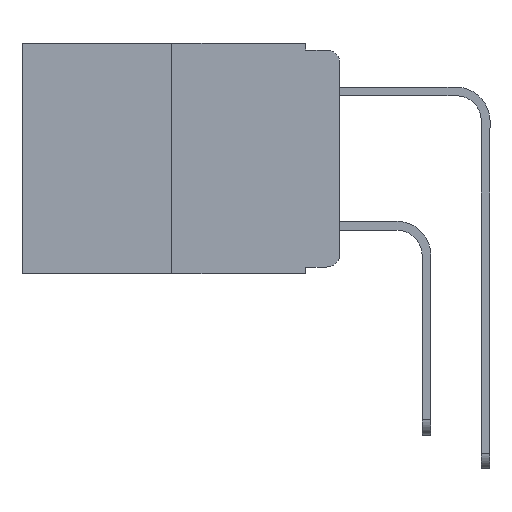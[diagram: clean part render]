
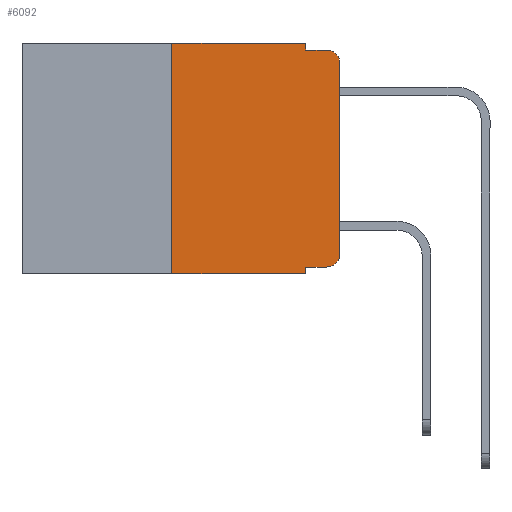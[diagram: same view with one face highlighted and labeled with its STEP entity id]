
A CAD part, left-side view. The second image highlights one B-rep face of the part: STEP entity #6092.
In plain terms, the highlighted planar face has unit normal (-1, 0, 0).
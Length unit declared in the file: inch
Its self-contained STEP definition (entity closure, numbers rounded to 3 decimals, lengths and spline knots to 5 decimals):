
#97 = VERTEX_POINT ( 'NONE', #6384 ) ;
#215 = VECTOR ( 'NONE', #4500, 39.37008 ) ;
#257 = VERTEX_POINT ( 'NONE', #9660 ) ;
#360 = VECTOR ( 'NONE', #11579, 39.37008 ) ;
#414 = CARTESIAN_POINT ( 'NONE',  ( 0., 0.02, -0.313 ) ) ;
#507 = DIRECTION ( 'NONE',  ( 0., -1., 0. ) ) ;
#717 = EDGE_CURVE ( 'NONE', #3264, #9328, #10216, .T. ) ;
#872 = ORIENTED_EDGE ( 'NONE', *, *, #2745, .T. ) ;
#977 = PLANE ( 'NONE',  #8148 ) ;
#1113 = ORIENTED_EDGE ( 'NONE', *, *, #3526, .T. ) ;
#1453 = AXIS2_PLACEMENT_3D ( 'NONE', #11395, #4705, #12447 ) ;
#2094 = DIRECTION ( 'NONE',  ( 1., 0., 0. ) ) ;
#2378 = CARTESIAN_POINT ( 'NONE',  ( 0., 0., -0.03 ) ) ;
#2497 = ORIENTED_EDGE ( 'NONE', *, *, #6660, .F. ) ;
#2569 = CARTESIAN_POINT ( 'NONE',  ( 0., 0.051, 0. ) ) ;
#2585 = CARTESIAN_POINT ( 'NONE',  ( 0., 0., 0. ) ) ;
#2745 = EDGE_CURVE ( 'NONE', #8999, #7271, #9417, .T. ) ;
#2827 = CARTESIAN_POINT ( 'NONE',  ( 0., 0.25, 0. ) ) ;
#2917 = DIRECTION ( 'NONE',  ( 0., -1., 0. ) ) ;
#3264 = VERTEX_POINT ( 'NONE', #10391 ) ;
#3304 = AXIS2_PLACEMENT_3D ( 'NONE', #414, #9739, #9936 ) ;
#3312 = VECTOR ( 'NONE', #8642, 39.37008 ) ;
#3331 = LINE ( 'NONE', #4482, #8423 ) ;
#3401 = LINE ( 'NONE', #8883, #9166 ) ;
#3519 = ORIENTED_EDGE ( 'NONE', *, *, #4288, .F. ) ;
#3526 = EDGE_CURVE ( 'NONE', #12861, #8999, #8887, .T. ) ;
#3559 = LINE ( 'NONE', #13296, #215 ) ;
#4211 = VECTOR ( 'NONE', #507, 39.37008 ) ;
#4288 = EDGE_CURVE ( 'NONE', #12861, #9328, #3559, .T. ) ;
#4482 = CARTESIAN_POINT ( 'NONE',  ( 0., 0.473, 0. ) ) ;
#4500 = DIRECTION ( 'NONE',  ( 0., 0., -1. ) ) ;
#4705 = DIRECTION ( 'NONE',  ( -1., 0., 0. ) ) ;
#4979 = VERTEX_POINT ( 'NONE', #13524 ) ;
#5098 = VECTOR ( 'NONE', #8670, 39.37008 ) ;
#5462 = EDGE_CURVE ( 'NONE', #97, #10214, #3331, .T. ) ;
#5866 = EDGE_CURVE ( 'NONE', #3264, #97, #12197, .T. ) ;
#5875 = ORIENTED_EDGE ( 'NONE', *, *, #8921, .T. ) ;
#6092 = ADVANCED_FACE ( 'NONE', ( #9247 ), #977, .F. ) ;
#6276 = ORIENTED_EDGE ( 'NONE', *, *, #7434, .F. ) ;
#6384 = CARTESIAN_POINT ( 'NONE',  ( 0., 0.25, 0. ) ) ;
#6660 = EDGE_CURVE ( 'NONE', #10214, #257, #11016, .T. ) ;
#6697 = CARTESIAN_POINT ( 'NONE',  ( 0., 0.473, 0. ) ) ;
#6832 = ORIENTED_EDGE ( 'NONE', *, *, #717, .T. ) ;
#6982 = ORIENTED_EDGE ( 'NONE', *, *, #5866, .F. ) ;
#7213 = CARTESIAN_POINT ( 'NONE',  ( 0., 0.02, -0.333 ) ) ;
#7271 = VERTEX_POINT ( 'NONE', #13870 ) ;
#7434 = EDGE_CURVE ( 'NONE', #257, #4979, #3401, .T. ) ;
#7458 = EDGE_LOOP ( 'NONE', ( #11334, #5875, #6276, #2497, #11091, #6982, #6832, #3519, #1113, #872 ) ) ;
#8148 = AXIS2_PLACEMENT_3D ( 'NONE', #6697, #2094, #9997 ) ;
#8423 = VECTOR ( 'NONE', #10120, 39.37008 ) ;
#8642 = DIRECTION ( 'NONE',  ( 0., 0., 1. ) ) ;
#8670 = DIRECTION ( 'NONE',  ( 0., 0., -1. ) ) ;
#8883 = CARTESIAN_POINT ( 'NONE',  ( 0., 0.051, -0.01 ) ) ;
#8887 = LINE ( 'NONE', #11798, #13783 ) ;
#8921 = EDGE_CURVE ( 'NONE', #10097, #4979, #10253, .T. ) ;
#8999 = VERTEX_POINT ( 'NONE', #7213 ) ;
#9166 = VECTOR ( 'NONE', #9953, 39.37008 ) ;
#9247 = FACE_OUTER_BOUND ( 'NONE', #7458, .T. ) ;
#9328 = VERTEX_POINT ( 'NONE', #10986 ) ;
#9417 = CIRCLE ( 'NONE', #3304, 0.02 ) ;
#9424 = LINE ( 'NONE', #2585, #360 ) ;
#9637 = EDGE_CURVE ( 'NONE', #7271, #10097, #9424, .T. ) ;
#9660 = CARTESIAN_POINT ( 'NONE',  ( 0., 0.051, -0.01 ) ) ;
#9739 = DIRECTION ( 'NONE',  ( -1., 0., 0. ) ) ;
#9936 = DIRECTION ( 'NONE',  ( 0., 0., -1. ) ) ;
#9953 = DIRECTION ( 'NONE',  ( 0., -1., 0. ) ) ;
#9997 = DIRECTION ( 'NONE',  ( 0., 0., -1. ) ) ;
#10097 = VERTEX_POINT ( 'NONE', #2378 ) ;
#10120 = DIRECTION ( 'NONE',  ( 0., -1., 0. ) ) ;
#10214 = VERTEX_POINT ( 'NONE', #2569 ) ;
#10216 = LINE ( 'NONE', #11799, #4211 ) ;
#10253 = CIRCLE ( 'NONE', #1453, 0.02 ) ;
#10391 = CARTESIAN_POINT ( 'NONE',  ( 0., 0.25, -0.343 ) ) ;
#10986 = CARTESIAN_POINT ( 'NONE',  ( 0., 0.051, -0.343 ) ) ;
#11016 = LINE ( 'NONE', #11745, #5098 ) ;
#11091 = ORIENTED_EDGE ( 'NONE', *, *, #5462, .F. ) ;
#11334 = ORIENTED_EDGE ( 'NONE', *, *, #9637, .T. ) ;
#11395 = CARTESIAN_POINT ( 'NONE',  ( 0., 0.02, -0.03 ) ) ;
#11579 = DIRECTION ( 'NONE',  ( 0., 0., 1. ) ) ;
#11745 = CARTESIAN_POINT ( 'NONE',  ( 0., 0.051, 0. ) ) ;
#11798 = CARTESIAN_POINT ( 'NONE',  ( 0., 0.051, -0.333 ) ) ;
#11799 = CARTESIAN_POINT ( 'NONE',  ( 0., 0.473, -0.343 ) ) ;
#12197 = LINE ( 'NONE', #2827, #3312 ) ;
#12447 = DIRECTION ( 'NONE',  ( 0., 0., -1. ) ) ;
#12861 = VERTEX_POINT ( 'NONE', #12936 ) ;
#12936 = CARTESIAN_POINT ( 'NONE',  ( 0., 0.051, -0.333 ) ) ;
#13296 = CARTESIAN_POINT ( 'NONE',  ( 0., 0.051, 0. ) ) ;
#13524 = CARTESIAN_POINT ( 'NONE',  ( 0., 0.02, -0.01 ) ) ;
#13783 = VECTOR ( 'NONE', #2917, 39.37008 ) ;
#13870 = CARTESIAN_POINT ( 'NONE',  ( 0., 0., -0.313 ) ) ;
